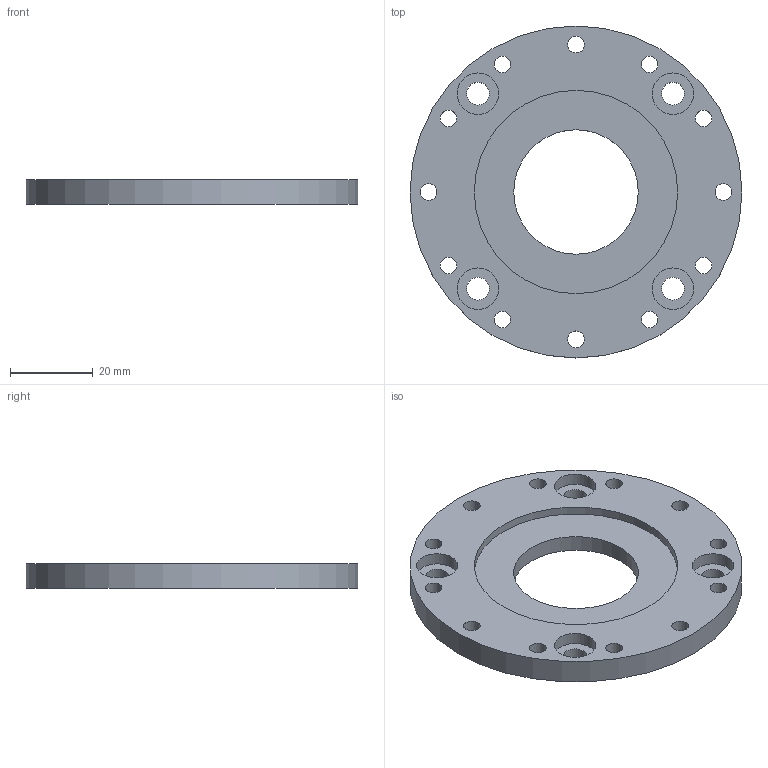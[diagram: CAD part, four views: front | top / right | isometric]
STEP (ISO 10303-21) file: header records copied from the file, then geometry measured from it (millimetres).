
FILE_DESCRIPTION(/* description */ (''),/* implementation_level */ '2;1');
FILE_NAME(/* name */ 'nema23_harmonic_mount.step',/* time_stamp */ '2024-05-17T22:42:36-06:00',/* author */ (''),/* organization */ (''),/* preprocessor_version */ 'ST-DEVELOPER v20',/* originating_system */ 'Autodesk Translation Framework v13.14.0.145',/* authorisation */ '');
FILE_SCHEMA (('AUTOMOTIVE_DESIGN { 1 0 10303 214 3 1 1 }'));
Length unit declared in the file: millimetre
Products named in the file (1): nema23_harmonic_mount
Bounding box: 80 x 80 x 6 mm (x, y, z)
Volume: 21428 mm3; surface area: 11829.7 mm2
Topology: 1 solids, 1 shells, 30 faces, 69 edges, 46 vertices
Faces by surface type: cylinder 23, plane 7
Full cylindrical faces by diameter (mm): 4 x12, 5.5 x4, 10 x4, 30 x1, 49 x1, 80 x1
Entity records: 969 total; most frequent: DIRECTION 177, CARTESIAN_POINT 146, ORIENTED_EDGE 138, AXIS2_PLACEMENT_3D 77, EDGE_LOOP 69, EDGE_CURVE 69, CIRCLE 46, VERTEX_POINT 46
